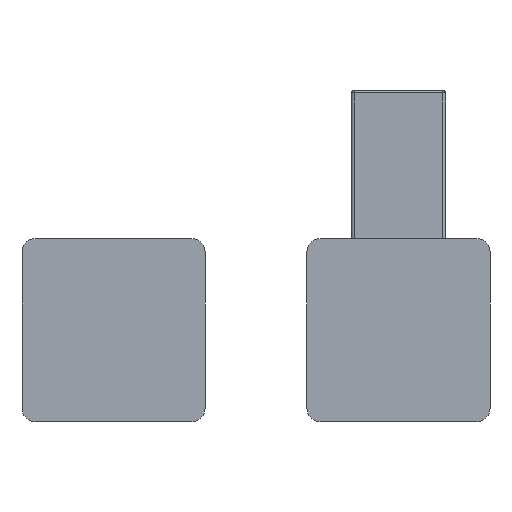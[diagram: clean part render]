
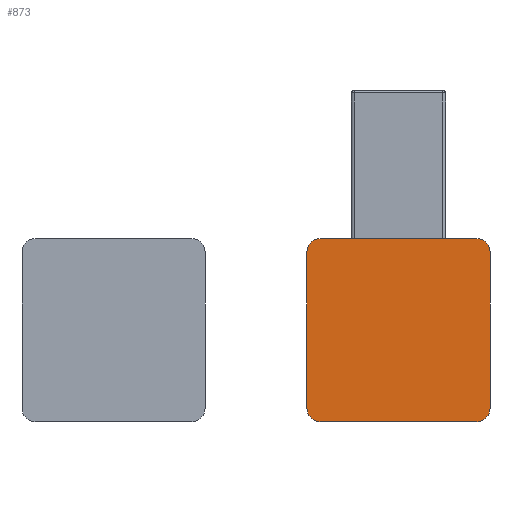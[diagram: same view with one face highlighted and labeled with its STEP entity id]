
A CAD part, front view. The second image highlights one B-rep face of the part: STEP entity #873.
In plain terms, the highlighted planar face has unit normal (0, -1, 0).
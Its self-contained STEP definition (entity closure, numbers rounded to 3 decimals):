
#140=CARTESIAN_POINT('',(139.,51.,-30.));
#141=DIRECTION('',(0.,-1.,0.));
#142=DIRECTION('',(0.,0.,-1.));
#143=AXIS2_PLACEMENT_3D('',#140,#141,#142);
#145=DIRECTION('',(-1.,0.,0.));
#146=VECTOR('',#145,60.);
#147=CARTESIAN_POINT('',(139.,51.,-35.));
#148=LINE('',#147,#146);
#149=CARTESIAN_POINT('',(79.,51.,-30.));
#150=DIRECTION('',(0.,-1.,0.));
#151=DIRECTION('',(-1.,0.,0.));
#152=AXIS2_PLACEMENT_3D('',#149,#150,#151);
#154=DIRECTION('',(0.,0.,1.));
#155=VECTOR('',#154,60.);
#156=CARTESIAN_POINT('',(74.,51.,-30.));
#157=LINE('',#156,#155);
#158=CARTESIAN_POINT('',(79.,51.,30.));
#159=DIRECTION('',(0.,-1.,0.));
#160=DIRECTION('',(0.,0.,1.));
#161=AXIS2_PLACEMENT_3D('',#158,#159,#160);
#163=DIRECTION('',(1.,0.,0.));
#164=VECTOR('',#163,60.);
#165=CARTESIAN_POINT('',(79.,51.,35.));
#166=LINE('',#165,#164);
#167=CARTESIAN_POINT('',(139.,51.,30.));
#168=DIRECTION('',(0.,-1.,0.));
#169=DIRECTION('',(1.,0.,0.));
#170=AXIS2_PLACEMENT_3D('',#167,#168,#169);
#172=DIRECTION('',(0.,0.,-1.));
#173=VECTOR('',#172,60.);
#174=CARTESIAN_POINT('',(144.,51.,30.));
#175=LINE('',#174,#173);
#576=CARTESIAN_POINT('',(139.,51.,-35.));
#577=CARTESIAN_POINT('',(144.,51.,-30.));
#578=VERTEX_POINT('',#576);
#579=VERTEX_POINT('',#577);
#584=CARTESIAN_POINT('',(74.,51.,-30.));
#585=CARTESIAN_POINT('',(79.,51.,-35.));
#586=VERTEX_POINT('',#584);
#587=VERTEX_POINT('',#585);
#592=CARTESIAN_POINT('',(79.,51.,35.));
#593=CARTESIAN_POINT('',(74.,51.,30.));
#594=VERTEX_POINT('',#592);
#595=VERTEX_POINT('',#593);
#600=CARTESIAN_POINT('',(144.,51.,30.));
#601=CARTESIAN_POINT('',(139.,51.,35.));
#602=VERTEX_POINT('',#600);
#603=VERTEX_POINT('',#601);
#851=CARTESIAN_POINT('',(109.,51.,0.));
#852=DIRECTION('',(0.,-1.,0.));
#853=DIRECTION('',(-1.,0.,0.));
#854=AXIS2_PLACEMENT_3D('',#851,#852,#853);
#855=PLANE('',#854);
#856=ORIENTED_EDGE('',*,*,#834,.F.);
#858=ORIENTED_EDGE('',*,*,#857,.T.);
#860=ORIENTED_EDGE('',*,*,#859,.F.);
#862=ORIENTED_EDGE('',*,*,#861,.T.);
#864=ORIENTED_EDGE('',*,*,#863,.F.);
#866=ORIENTED_EDGE('',*,*,#865,.T.);
#868=ORIENTED_EDGE('',*,*,#867,.F.);
#870=ORIENTED_EDGE('',*,*,#869,.T.);
#871=EDGE_LOOP('',(#856,#858,#860,#862,#864,#866,#868,#870));
#872=FACE_OUTER_BOUND('',#871,.F.);
#873=ADVANCED_FACE('',(#872),#855,.T.);
#144=CIRCLE('',#143,5.);
#153=CIRCLE('',#152,5.);
#162=CIRCLE('',#161,5.);
#171=CIRCLE('',#170,5.);
#834=EDGE_CURVE('',#578,#579,#144,.T.);
#857=EDGE_CURVE('',#578,#587,#148,.T.);
#859=EDGE_CURVE('',#586,#587,#153,.T.);
#861=EDGE_CURVE('',#586,#595,#157,.T.);
#863=EDGE_CURVE('',#594,#595,#162,.T.);
#865=EDGE_CURVE('',#594,#603,#166,.T.);
#867=EDGE_CURVE('',#602,#603,#171,.T.);
#869=EDGE_CURVE('',#602,#579,#175,.T.);
